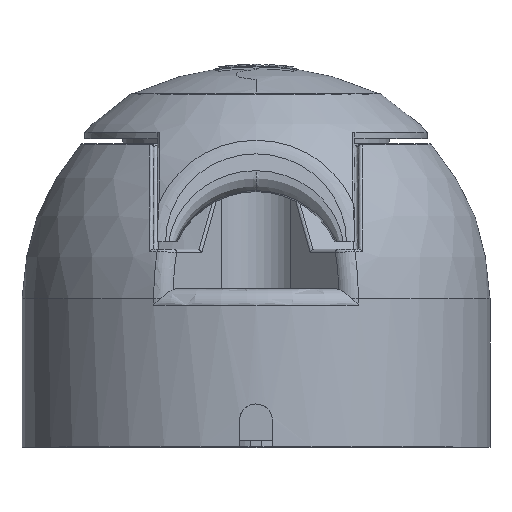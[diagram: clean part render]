
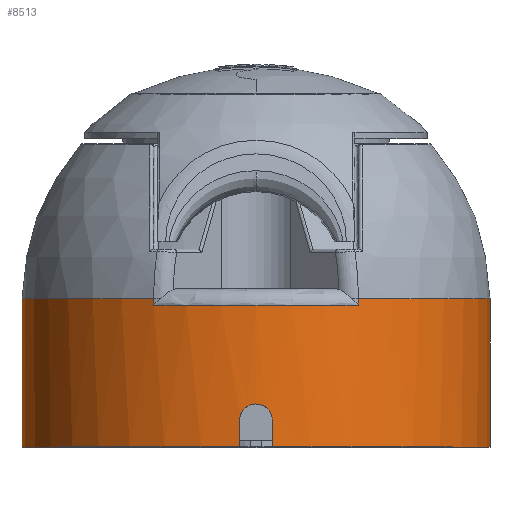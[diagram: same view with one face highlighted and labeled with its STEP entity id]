
A CAD part, top view. The second image highlights one B-rep face of the part: STEP entity #8513.
In plain terms, the highlighted cylindrical face has radius 35.5 mm (diameter 71 mm), a partial arc.
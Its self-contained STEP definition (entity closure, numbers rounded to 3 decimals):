
#135=DIRECTION('',(0.,-1.,0.));
#136=VECTOR('',#135,4.);
#137=CARTESIAN_POINT('',(-2.5,-24.,35.412));
#138=LINE('',#137,#136);
#139=CARTESIAN_POINT('',(0.,-28.,0.));
#140=DIRECTION('',(0.,-1.,0.));
#141=DIRECTION('',(-0.07,0.,0.998));
#142=AXIS2_PLACEMENT_3D('',#139,#140,#141);
#144=DIRECTION('',(0.,-1.,0.));
#145=VECTOR('',#144,1.);
#146=CARTESIAN_POINT('',(-15.518,-5.5,31.929));
#147=LINE('',#146,#145);
#148=DIRECTION('',(0.,1.,0.));
#149=VECTOR('',#148,1.);
#150=CARTESIAN_POINT('',(15.518,-6.5,31.929));
#151=LINE('',#150,#149);
#152=CARTESIAN_POINT('',(0.,-28.,0.));
#153=DIRECTION('',(0.,-1.,0.));
#154=DIRECTION('',(1.,0.,0.));
#155=AXIS2_PLACEMENT_3D('',#152,#153,#154);
#157=DIRECTION('',(0.,-1.,0.));
#158=VECTOR('',#157,4.);
#159=CARTESIAN_POINT('',(2.5,-24.,35.412));
#160=LINE('',#159,#158);
#161=CARTESIAN_POINT('',(2.5,-24.,35.412));
#162=CARTESIAN_POINT('',(2.5,-23.795,35.412));
#163=CARTESIAN_POINT('',(2.451,-23.398,35.415));
#164=CARTESIAN_POINT('',(2.236,-22.827,35.43));
#165=CARTESIAN_POINT('',(1.89,-22.326,35.45));
#166=CARTESIAN_POINT('',(1.434,-21.922,35.472));
#167=CARTESIAN_POINT('',(0.895,-21.639,35.49));
#168=CARTESIAN_POINT('',(0.304,-21.494,35.5));
#169=CARTESIAN_POINT('',(-0.304,-21.494,
35.5));
#170=CARTESIAN_POINT('',(-0.895,-21.639,
35.49));
#171=CARTESIAN_POINT('',(-1.434,-21.922,35.472));
#172=CARTESIAN_POINT('',(-1.89,-22.326,35.45));
#173=CARTESIAN_POINT('',(-2.236,-22.827,35.43));
#174=CARTESIAN_POINT('',(-2.451,-23.398,35.415));
#175=CARTESIAN_POINT('',(-2.5,-23.795,35.412));
#176=CARTESIAN_POINT('',(-2.5,-24.,35.412));
#190=DIRECTION('',(0.,1.,0.));
#191=VECTOR('',#190,22.5);
#192=CARTESIAN_POINT('',(-35.5,-28.,0.));
#193=LINE('',#192,#191);
#199=DIRECTION('',(0.,1.,0.));
#200=VECTOR('',#199,22.5);
#201=CARTESIAN_POINT('',(35.5,-28.,0.));
#202=LINE('',#201,#200);
#287=CARTESIAN_POINT('',(0.,-5.5,0.));
#288=DIRECTION('',(0.,-1.,0.));
#289=DIRECTION('',(1.,0.,0.));
#290=AXIS2_PLACEMENT_3D('',#287,#288,#289);
#401=CARTESIAN_POINT('',(0.,-6.5,0.));
#402=DIRECTION('',(0.,-1.,0.));
#403=DIRECTION('',(0.437,0.,0.899));
#404=AXIS2_PLACEMENT_3D('',#401,#402,#403);
#6353=CARTESIAN_POINT('',(0.,-5.5,0.));
#6354=DIRECTION('',(0.,-1.,0.));
#6355=DIRECTION('',(-0.437,0.,0.899));
#6356=AXIS2_PLACEMENT_3D('',#6353,#6354,#6355);
#7006=CARTESIAN_POINT('',(35.5,-28.,0.));
#7007=CARTESIAN_POINT('',(35.5,-5.5,0.));
#7008=VERTEX_POINT('',#7006);
#7009=VERTEX_POINT('',#7007);
#7010=CARTESIAN_POINT('',(-35.5,-28.,0.));
#7011=CARTESIAN_POINT('',(-35.5,-5.5,0.));
#7012=VERTEX_POINT('',#7010);
#7013=VERTEX_POINT('',#7011);
#7368=CARTESIAN_POINT('',(-15.518,-5.5,31.929));
#7369=CARTESIAN_POINT('',(-15.518,-6.5,31.929));
#7370=VERTEX_POINT('',#7368);
#7371=VERTEX_POINT('',#7369);
#7372=CARTESIAN_POINT('',(15.518,-6.5,31.929));
#7373=CARTESIAN_POINT('',(15.518,-5.5,31.929));
#7374=VERTEX_POINT('',#7372);
#7375=VERTEX_POINT('',#7373);
#7423=CARTESIAN_POINT('',(-2.5,-28.,35.412));
#7425=VERTEX_POINT('',#7423);
#7427=CARTESIAN_POINT('',(2.5,-28.,35.412));
#7429=VERTEX_POINT('',#7427);
#7430=CARTESIAN_POINT('',(-2.5,-24.,35.412));
#7431=VERTEX_POINT('',#7430);
#7432=CARTESIAN_POINT('',(2.5,-24.,35.412));
#7433=VERTEX_POINT('',#7432);
#8486=CARTESIAN_POINT('',(0.,20.3,0.));
#8487=DIRECTION('',(0.,-1.,0.));
#8488=DIRECTION('',(-1.,0.,0.));
#8489=AXIS2_PLACEMENT_3D('',#8486,#8487,#8488);
#8490=CYLINDRICAL_SURFACE('',#8489,35.5);
#8491=ORIENTED_EDGE('',*,*,#8368,.T.);
#8492=ORIENTED_EDGE('',*,*,#8329,.T.);
#8494=ORIENTED_EDGE('',*,*,#8493,.T.);
#8496=ORIENTED_EDGE('',*,*,#8495,.F.);
#8498=ORIENTED_EDGE('',*,*,#8497,.T.);
#8500=ORIENTED_EDGE('',*,*,#8499,.F.);
#8502=ORIENTED_EDGE('',*,*,#8501,.T.);
#8504=ORIENTED_EDGE('',*,*,#8503,.F.);
#8506=ORIENTED_EDGE('',*,*,#8505,.F.);
#8507=ORIENTED_EDGE('',*,*,#8325,.T.);
#8509=ORIENTED_EDGE('',*,*,#8508,.F.);
#8510=ORIENTED_EDGE('',*,*,#8479,.T.);
#8511=EDGE_LOOP('',(#8491,#8492,#8494,#8496,#8498,#8500,#8502,#8504,#8506,#8507,
#8509,#8510));
#8512=FACE_OUTER_BOUND('',#8511,.F.);
#8513=ADVANCED_FACE('',(#8512),#8490,.T.);
#143=CIRCLE('',#142,35.5);
#156=CIRCLE('',#155,35.5);
#177=B_SPLINE_CURVE_WITH_KNOTS('',3,(#161,#162,#163,#164,#165,#166,#167,#168,
#169,#170,#171,#172,#173,#174,#175,#176),.UNSPECIFIED.,.F.,.F.,(4,1,1,1,1,1,1,1,
1,1,1,1,1,4),(0.,0.077,0.154,0.231,
0.308,0.385,0.462,0.538,
0.615,0.692,0.769,0.846,
0.923,1.),.UNSPECIFIED.);
#291=CIRCLE('',#290,35.5);
#405=CIRCLE('',#404,35.5);
#6357=CIRCLE('',#6356,35.5);
#8325=EDGE_CURVE('',#7008,#7429,#156,.T.);
#8329=EDGE_CURVE('',#7425,#7012,#143,.T.);
#8368=EDGE_CURVE('',#7431,#7425,#138,.T.);
#8479=EDGE_CURVE('',#7433,#7431,#177,.T.);
#8493=EDGE_CURVE('',#7012,#7013,#193,.T.);
#8495=EDGE_CURVE('',#7370,#7013,#6357,.T.);
#8497=EDGE_CURVE('',#7370,#7371,#147,.T.);
#8499=EDGE_CURVE('',#7374,#7371,#405,.T.);
#8501=EDGE_CURVE('',#7374,#7375,#151,.T.);
#8503=EDGE_CURVE('',#7009,#7375,#291,.T.);
#8505=EDGE_CURVE('',#7008,#7009,#202,.T.);
#8508=EDGE_CURVE('',#7433,#7429,#160,.T.);
